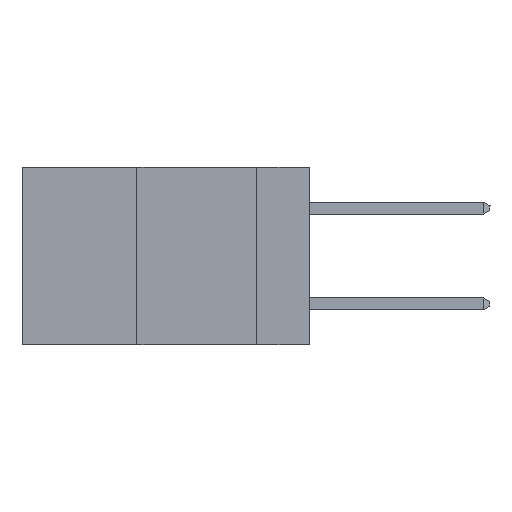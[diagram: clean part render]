
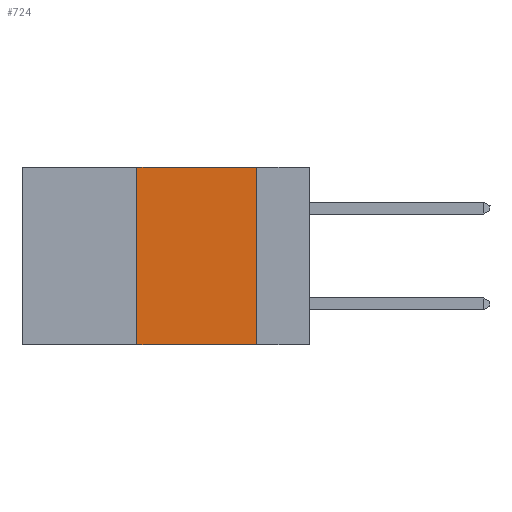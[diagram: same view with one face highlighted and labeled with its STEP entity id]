
A CAD part, left-side view. The second image highlights one B-rep face of the part: STEP entity #724.
In plain terms, the highlighted planar face has unit normal (-1, 0, 0).
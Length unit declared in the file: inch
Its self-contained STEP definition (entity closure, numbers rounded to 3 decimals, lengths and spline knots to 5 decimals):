
#220 = AXIS2_PLACEMENT_3D ( 'NONE', #3578, #8543, #15715 ) ;
#319 = ORIENTED_EDGE ( 'NONE', *, *, #18364, .F. ) ;
#724 = ADVANCED_FACE ( 'NONE', ( #25939 ), #3734, .F. ) ;
#3578 = CARTESIAN_POINT ( 'NONE',  ( 0., 0.6, 0. ) ) ;
#3734 = PLANE ( 'NONE',  #220 ) ;
#4053 = EDGE_LOOP ( 'NONE', ( #22064, #319, #23297, #22687 ) ) ;
#5321 = CARTESIAN_POINT ( 'NONE',  ( 0., 0.11, -0.37 ) ) ;
#6340 = LINE ( 'NONE', #21190, #21794 ) ;
#7656 = LINE ( 'NONE', #9885, #22890 ) ;
#8536 = EDGE_CURVE ( 'NONE', #26736, #14187, #31177, .T. ) ;
#8543 = DIRECTION ( 'NONE',  ( 1., 0., 0. ) ) ;
#9885 = CARTESIAN_POINT ( 'NONE',  ( 0., 0.6, 0. ) ) ;
#10396 = CARTESIAN_POINT ( 'NONE',  ( 0., 0.36, -0.37 ) ) ;
#13903 = LINE ( 'NONE', #18385, #21988 ) ;
#14187 = VERTEX_POINT ( 'NONE', #5321 ) ;
#14227 = CARTESIAN_POINT ( 'NONE',  ( 0., 0.11, 0. ) ) ;
#15715 = DIRECTION ( 'NONE',  ( 0., 0., -1. ) ) ;
#16721 = EDGE_CURVE ( 'NONE', #23507, #14187, #6340, .T. ) ;
#18364 = EDGE_CURVE ( 'NONE', #25681, #26736, #7656, .T. ) ;
#18385 = CARTESIAN_POINT ( 'NONE',  ( 0., 0.36, 0. ) ) ;
#21190 = CARTESIAN_POINT ( 'NONE',  ( 0., 0.6, -0.37 ) ) ;
#21794 = VECTOR ( 'NONE', #30962, 39.37008 ) ;
#21988 = VECTOR ( 'NONE', #23647, 39.37008 ) ;
#22064 = ORIENTED_EDGE ( 'NONE', *, *, #8536, .F. ) ;
#22360 = VECTOR ( 'NONE', #23813, 39.37008 ) ;
#22605 = EDGE_CURVE ( 'NONE', #23507, #25681, #13903, .T. ) ;
#22687 = ORIENTED_EDGE ( 'NONE', *, *, #16721, .T. ) ;
#22890 = VECTOR ( 'NONE', #24733, 39.37008 ) ;
#23297 = ORIENTED_EDGE ( 'NONE', *, *, #22605, .F. ) ;
#23507 = VERTEX_POINT ( 'NONE', #10396 ) ;
#23647 = DIRECTION ( 'NONE',  ( 0., 0., 1. ) ) ;
#23813 = DIRECTION ( 'NONE',  ( 0., 0., -1. ) ) ;
#24733 = DIRECTION ( 'NONE',  ( 0., -1., 0. ) ) ;
#25681 = VERTEX_POINT ( 'NONE', #29687 ) ;
#25939 = FACE_OUTER_BOUND ( 'NONE', #4053, .T. ) ;
#26736 = VERTEX_POINT ( 'NONE', #30389 ) ;
#29687 = CARTESIAN_POINT ( 'NONE',  ( 0., 0.36, 0. ) ) ;
#30389 = CARTESIAN_POINT ( 'NONE',  ( 0., 0.11, 0. ) ) ;
#30962 = DIRECTION ( 'NONE',  ( 0., -1., 0. ) ) ;
#31177 = LINE ( 'NONE', #14227, #22360 ) ;
